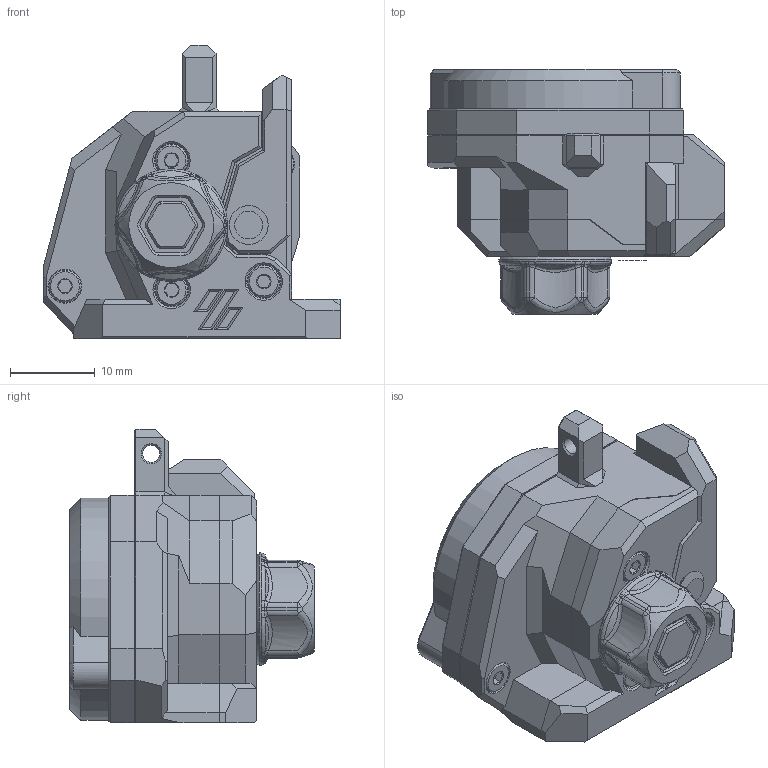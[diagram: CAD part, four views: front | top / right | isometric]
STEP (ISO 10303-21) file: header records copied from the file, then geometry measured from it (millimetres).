
FILE_DESCRIPTION(/* description */ (''),/* implementation_level */ '2;1');
FILE_NAME(/* name */ 'G2SA Ornament v3.step',/* time_stamp */ '2023-11-24T00:37:47-07:00',/* author */ (''),/* organization */ (''),/* preprocessor_version */ 'ST-DEVELOPER v20',/* originating_system */ 'Autodesk Translation Framework v12.14.0.127',/* authorisation */ '');
FILE_SCHEMA (('AUTOMOTIVE_DESIGN { 1 0 10303 214 3 1 1 }'));
Length unit declared in the file: millimetre
Products named in the file (9): G2SA Ornament; Main Body; Front Knob; Dummy Ring Gear; Front Plate; Rear Plate; Dummy Tensioner Arm; Hardware; M2x8 SHCS
Assembly tree (12 placements, depth 3):
  G2SA Ornament
    Main Body
    Front Knob
    Dummy Ring Gear
    Front Plate
    Rear Plate
    Dummy Tensioner Arm
    Hardware
      M2x8 SHCS  x5
Bounding box: 34.86 x 28.8 x 34.58 mm (x, y, z)
Volume: 13955.1 mm3; surface area: 9733 mm2
Topology: 11 solids, 11 shells, 590 faces, 1375 edges, 830 vertices
Faces by surface type: plane 336, cylinder 91, cone 75, bspline 48, torus 24, sphere 16
Full cylindrical faces by diameter (mm): 1.9 x5, 2 x6, 2.2 x6, 2.228 x1, 3.8 x5, 4 x5, 5.86 x3, 7 x3, 13.235 x1
Entity records: 19707 total; most frequent: CARTESIAN_POINT 7833, ORIENTED_EDGE 2462, DIRECTION 2298, EDGE_CURVE 1231, LINE 798, VECTOR 798, VERTEX_POINT 754, AXIS2_PLACEMENT_3D 750
